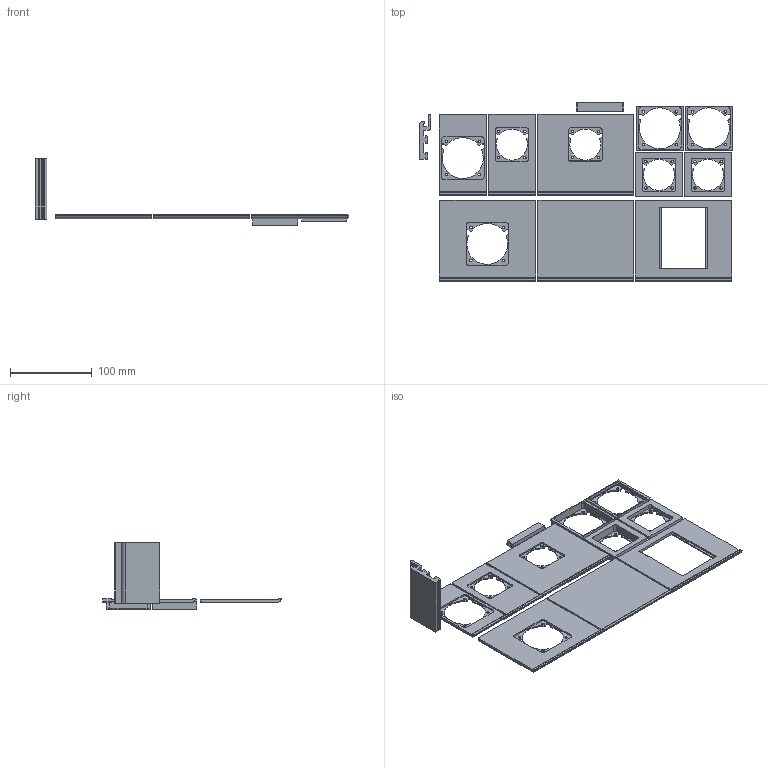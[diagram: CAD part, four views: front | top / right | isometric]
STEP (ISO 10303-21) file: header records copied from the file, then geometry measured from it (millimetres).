
FILE_DESCRIPTION(/* description */ (''),/* implementation_level */ '2;1');
FILE_NAME(/* name */ 'cover_with_hinge.step',/* time_stamp */ '2020-01-12T21:09:43-05:00',/* author */ (''),/* organization */ (''),/* preprocessor_version */ 'ST-DEVELOPER v18',/* originating_system */ 'Autodesk Translation Framework v8.12.0.6',/* authorisation */ '');
FILE_SCHEMA (('AUTOMOTIVE_DESIGN { 1 0 10303 214 3 1 1 }'));
Length unit declared in the file: millimetre
Products named in the file (1): cover_with_hinge
Bounding box: 383 x 217.97 x 81.7 mm (x, y, z)
Volume: 225425 mm3; surface area: 149516.5 mm2
Topology: 12 solids, 12 shells, 416 faces, 1223 edges, 831 vertices
Faces by surface type: plane 222, cylinder 194
Full cylindrical faces by diameter (mm): 3 x32
Entity records: 14209 total; most frequent: CARTESIAN_POINT 2471, DIRECTION 2470, ORIENTED_EDGE 2446, EDGE_CURVE 1223, VERTEX_POINT 831, AXIS2_PLACEMENT_3D 830, LINE 810, VECTOR 810
